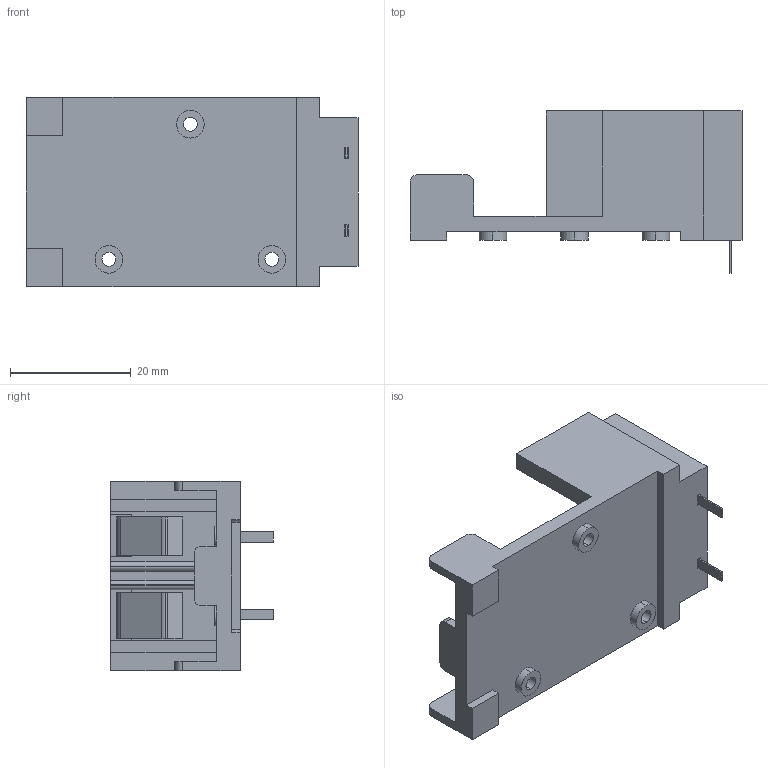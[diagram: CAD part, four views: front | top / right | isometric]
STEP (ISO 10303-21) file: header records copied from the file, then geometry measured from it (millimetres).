
FILE_DESCRIPTION (( 'STEP AP214' ), '1' );
FILE_NAME ('BA9VPC.STEP', '2022-12-19T11:01:16', ( '' ), ( '' ), 'SwSTEP 2.0', 'SolidWorks 2021', '' );
FILE_SCHEMA (( 'AUTOMOTIVE_DESIGN' ));
Length unit declared in the file: inch
Products named in the file (1): BA9VPC
Bounding box: 54.94 x 26.87 x 31.37 mm (x, y, z)
Volume: 8553.1 mm3; surface area: 9320.6 mm2
Topology: 3 solids, 3 shells, 188 faces, 510 edges, 340 vertices
Faces by surface type: plane 140, cylinder 48
Entity records: 5972 total; most frequent: CARTESIAN_POINT 1039, ORIENTED_EDGE 1020, DIRECTION 984, EDGE_CURVE 510, LINE 414, VECTOR 414, VERTEX_POINT 340, AXIS2_PLACEMENT_3D 285
